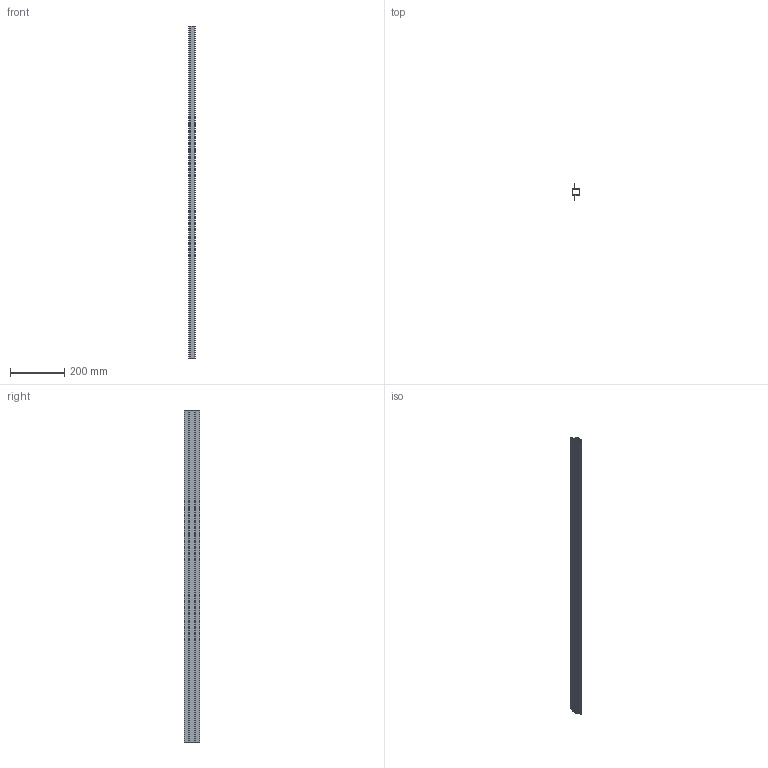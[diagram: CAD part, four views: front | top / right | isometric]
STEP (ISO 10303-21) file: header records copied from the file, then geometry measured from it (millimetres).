
FILE_DESCRIPTION(('STEP AP214'),'1');
FILE_NAME('100-150-48in.stp','2014-07-06T20:29:25',(' '),(' '),'Spatial InterOp 3D',' ',' ');
FILE_SCHEMA(('automotive_design'));
Length unit declared in the file: metre
Products named in the file (2): 1; 2
Bounding box: 25.65 x 57.4 x 1219.2 mm (x, y, z)
Volume: 255957.5 mm3; surface area: 315805.1 mm2
Topology: 1 solids, 1 shells, 162 faces, 640 edges, 640 vertices
Faces by surface type: plane 152, cylinder 10
Entity records: 8589 total; most frequent: CARTESIAN_POINT 1124, DIRECTION 998, ORIENTED_EDGE 960, LINE 610, VECTOR 610, EDGE_CURVE 480, STYLED_ITEM 322, PRESENTATION_STYLE_ASSIGNMENT 322
